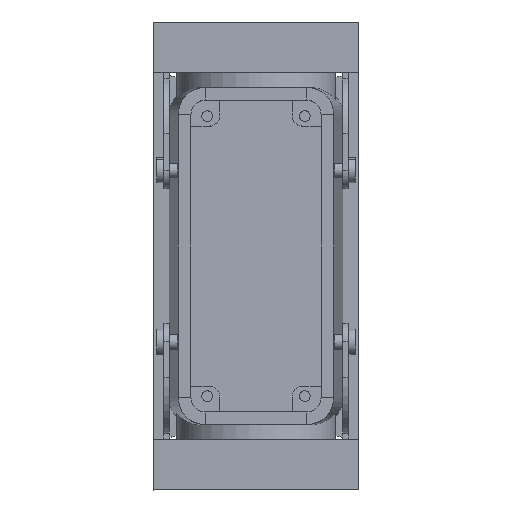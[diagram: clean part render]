
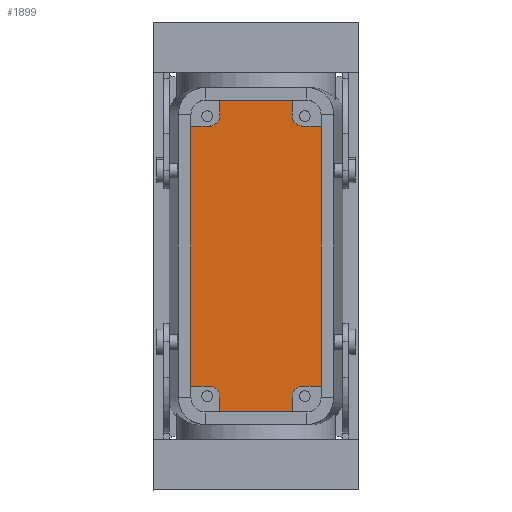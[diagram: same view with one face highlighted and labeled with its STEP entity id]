
A CAD part, top view. The second image highlights one B-rep face of the part: STEP entity #1899.
In plain terms, the highlighted planar face has unit normal (0, 0, 1).
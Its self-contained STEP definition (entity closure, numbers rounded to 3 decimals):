
#619=AXIS2_PLACEMENT_3D('Circle Axis2P3D',#617,#618,$) ;
#696=AXIS2_PLACEMENT_3D('Circle Axis2P3D',#694,#695,$) ;
#1807=AXIS2_PLACEMENT_3D('Plane Axis2P3D',#1804,#1805,#1806) ;
#593=CARTESIAN_POINT('Vertex',(46.5,28.75,4.5)) ;
#596=CARTESIAN_POINT('Line Origine',(44.,28.75,4.5)) ;
#600=CARTESIAN_POINT('Vertex',(41.5,28.75,4.5)) ;
#617=CARTESIAN_POINT('Axis2P3D Location',(41.5,25.75,4.5)) ;
#621=CARTESIAN_POINT('Vertex',(38.5,25.75,4.5)) ;
#637=CARTESIAN_POINT('Line Origine',(38.5,23.675,4.5)) ;
#641=CARTESIAN_POINT('Vertex',(38.5,21.6,4.5)) ;
#656=CARTESIAN_POINT('Line Origine',(28.5,21.6,4.5)) ;
#660=CARTESIAN_POINT('Vertex',(18.5,21.6,4.5)) ;
#675=CARTESIAN_POINT('Line Origine',(18.5,23.675,4.5)) ;
#679=CARTESIAN_POINT('Vertex',(18.5,25.75,4.5)) ;
#694=CARTESIAN_POINT('Axis2P3D Location',(15.5,25.75,4.5)) ;
#698=CARTESIAN_POINT('Vertex',(15.5,28.75,4.5)) ;
#713=CARTESIAN_POINT('Line Origine',(13.,28.75,4.5)) ;
#717=CARTESIAN_POINT('Vertex',(10.5,28.75,4.5)) ;
#1785=CARTESIAN_POINT('Vertex',(46.5,100.75,4.5)) ;
#1788=CARTESIAN_POINT('Line Origine',(46.5,64.75,4.5)) ;
#1804=CARTESIAN_POINT('Axis2P3D Location',(28.5,64.75,4.5)) ;
#1809=CARTESIAN_POINT('Line Origine',(44.,100.75,4.5)) ;
#1813=CARTESIAN_POINT('Vertex',(41.5,100.75,4.5)) ;
#1817=CARTESIAN_POINT('Control Point',(41.5,100.75,4.5)) ;
#1818=CARTESIAN_POINT('Control Point',(41.161,100.75,4.5)) ;
#1819=CARTESIAN_POINT('Control Point',(40.821,100.798,4.5)) ;
#1820=CARTESIAN_POINT('Control Point',(40.491,100.894,4.5)) ;
#1821=CARTESIAN_POINT('Control Point',(39.866,101.177,4.5)) ;
#1822=CARTESIAN_POINT('Control Point',(39.345,101.622,4.5)) ;
#1823=CARTESIAN_POINT('Control Point',(39.117,101.88,4.5)) ;
#1824=CARTESIAN_POINT('Control Point',(38.783,102.389,4.5)) ;
#1825=CARTESIAN_POINT('Control Point',(38.587,102.963,4.5)) ;
#1826=CARTESIAN_POINT('Control Point',(38.529,103.223,4.5)) ;
#1827=CARTESIAN_POINT('Control Point',(38.5,103.486,4.5)) ;
#1828=CARTESIAN_POINT('Control Point',(38.5,103.75,4.5)) ;
#1829=CARTESIAN_POINT('Vertex',(38.5,103.75,4.5)) ;
#1832=CARTESIAN_POINT('Line Origine',(38.5,105.825,4.5)) ;
#1836=CARTESIAN_POINT('Vertex',(38.5,107.9,4.5)) ;
#1839=CARTESIAN_POINT('Line Origine',(28.5,107.9,4.5)) ;
#1843=CARTESIAN_POINT('Vertex',(18.5,107.9,4.5)) ;
#1846=CARTESIAN_POINT('Line Origine',(18.5,105.825,4.5)) ;
#1850=CARTESIAN_POINT('Vertex',(18.5,103.75,4.5)) ;
#1854=CARTESIAN_POINT('Control Point',(18.5,103.75,4.5)) ;
#1855=CARTESIAN_POINT('Control Point',(18.5,103.411,4.5)) ;
#1856=CARTESIAN_POINT('Control Point',(18.452,103.071,4.5)) ;
#1857=CARTESIAN_POINT('Control Point',(18.356,102.741,4.5)) ;
#1858=CARTESIAN_POINT('Control Point',(18.073,102.116,4.5)) ;
#1859=CARTESIAN_POINT('Control Point',(17.628,101.595,4.5)) ;
#1860=CARTESIAN_POINT('Control Point',(17.37,101.367,4.5)) ;
#1861=CARTESIAN_POINT('Control Point',(16.861,101.033,4.5)) ;
#1862=CARTESIAN_POINT('Control Point',(16.287,100.837,4.5)) ;
#1863=CARTESIAN_POINT('Control Point',(16.027,100.779,4.5)) ;
#1864=CARTESIAN_POINT('Control Point',(15.764,100.75,4.5)) ;
#1865=CARTESIAN_POINT('Control Point',(15.5,100.75,4.5)) ;
#1866=CARTESIAN_POINT('Vertex',(15.5,100.75,4.5)) ;
#1869=CARTESIAN_POINT('Line Origine',(13.,100.75,4.5)) ;
#1873=CARTESIAN_POINT('Vertex',(10.5,100.75,4.5)) ;
#1876=CARTESIAN_POINT('Line Origine',(10.5,64.75,4.5)) ;
#597=DIRECTION('Vector Direction',(-1.,0.,0.)) ;
#618=DIRECTION('Axis2P3D Direction',(-0.,0.,-1.)) ;
#638=DIRECTION('Vector Direction',(0.,-1.,0.)) ;
#657=DIRECTION('Vector Direction',(1.,0.,0.)) ;
#676=DIRECTION('Vector Direction',(0.,-1.,0.)) ;
#695=DIRECTION('Axis2P3D Direction',(0.,0.,-1.)) ;
#714=DIRECTION('Vector Direction',(1.,0.,0.)) ;
#1789=DIRECTION('Vector Direction',(0.,-1.,0.)) ;
#1805=DIRECTION('Axis2P3D Direction',(-0.,0.,1.)) ;
#1806=DIRECTION('Axis2P3D XDirection',(0.,-1.,0.)) ;
#1810=DIRECTION('Vector Direction',(-1.,0.,0.)) ;
#1833=DIRECTION('Vector Direction',(0.,1.,0.)) ;
#1840=DIRECTION('Vector Direction',(-1.,0.,0.)) ;
#1847=DIRECTION('Vector Direction',(0.,1.,0.)) ;
#1870=DIRECTION('Vector Direction',(1.,0.,0.)) ;
#1877=DIRECTION('Vector Direction',(0.,1.,0.)) ;
#598=VECTOR('Line Direction',#597,1.) ;
#639=VECTOR('Line Direction',#638,1.) ;
#658=VECTOR('Line Direction',#657,1.) ;
#677=VECTOR('Line Direction',#676,1.) ;
#715=VECTOR('Line Direction',#714,1.) ;
#1790=VECTOR('Line Direction',#1789,1.) ;
#1811=VECTOR('Line Direction',#1810,1.) ;
#1834=VECTOR('Line Direction',#1833,1.) ;
#1841=VECTOR('Line Direction',#1840,1.) ;
#1848=VECTOR('Line Direction',#1847,1.) ;
#1871=VECTOR('Line Direction',#1870,1.) ;
#1878=VECTOR('Line Direction',#1877,1.) ;
#1882=ORIENTED_EDGE('',*,*,#700,.F.) ;
#1883=ORIENTED_EDGE('',*,*,#681,.T.) ;
#1884=ORIENTED_EDGE('',*,*,#662,.T.) ;
#1885=ORIENTED_EDGE('',*,*,#643,.F.) ;
#1886=ORIENTED_EDGE('',*,*,#623,.F.) ;
#1887=ORIENTED_EDGE('',*,*,#602,.F.) ;
#1888=ORIENTED_EDGE('',*,*,#1792,.T.) ;
#1889=ORIENTED_EDGE('',*,*,#1815,.T.) ;
#1890=ORIENTED_EDGE('',*,*,#1831,.F.) ;
#1891=ORIENTED_EDGE('',*,*,#1838,.T.) ;
#1892=ORIENTED_EDGE('',*,*,#1845,.T.) ;
#1893=ORIENTED_EDGE('',*,*,#1852,.F.) ;
#1894=ORIENTED_EDGE('',*,*,#1868,.F.) ;
#1895=ORIENTED_EDGE('',*,*,#1875,.F.) ;
#1896=ORIENTED_EDGE('',*,*,#1880,.T.) ;
#1897=ORIENTED_EDGE('',*,*,#719,.T.) ;
#1899=ADVANCED_FACE('Housing',(#1898),#1808,.T.) ;
#1816=B_SPLINE_CURVE_WITH_KNOTS('',5,(#1817,#1818,#1819,#1820,#1821,#1822,#1823,#1824,#1825,#1826,#1827,#1828),.UNSPECIFIED.,.F.,.U.,(6,3,3,6),(0.,2.4,4.8,6.664),.UNSPECIFIED.) ;
#1853=B_SPLINE_CURVE_WITH_KNOTS('',5,(#1854,#1855,#1856,#1857,#1858,#1859,#1860,#1861,#1862,#1863,#1864,#1865),.UNSPECIFIED.,.F.,.U.,(6,3,3,6),(0.,2.4,4.8,6.664),.UNSPECIFIED.) ;
#620=CIRCLE('generated circle',#619,3.) ;
#697=CIRCLE('generated circle',#696,3.) ;
#602=EDGE_CURVE('',#594,#601,#599,.T.) ;
#623=EDGE_CURVE('',#601,#622,#620,.F.) ;
#643=EDGE_CURVE('',#622,#642,#640,.T.) ;
#662=EDGE_CURVE('',#661,#642,#659,.T.) ;
#681=EDGE_CURVE('',#680,#661,#678,.T.) ;
#700=EDGE_CURVE('',#680,#699,#697,.F.) ;
#719=EDGE_CURVE('',#718,#699,#716,.T.) ;
#1792=EDGE_CURVE('',#594,#1786,#1791,.F.) ;
#1815=EDGE_CURVE('',#1786,#1814,#1812,.T.) ;
#1831=EDGE_CURVE('',#1830,#1814,#1816,.F.) ;
#1838=EDGE_CURVE('',#1830,#1837,#1835,.T.) ;
#1845=EDGE_CURVE('',#1837,#1844,#1842,.T.) ;
#1852=EDGE_CURVE('',#1851,#1844,#1849,.T.) ;
#1868=EDGE_CURVE('',#1867,#1851,#1853,.F.) ;
#1875=EDGE_CURVE('',#1874,#1867,#1872,.T.) ;
#1880=EDGE_CURVE('',#1874,#718,#1879,.F.) ;
#1881=EDGE_LOOP('',(#1882,#1883,#1884,#1885,#1886,#1887,#1888,#1889,#1890,#1891,#1892,#1893,#1894,#1895,#1896,#1897)) ;
#1898=FACE_OUTER_BOUND('',#1881,.T.) ;
#599=LINE('Line',#596,#598) ;
#640=LINE('Line',#637,#639) ;
#659=LINE('Line',#656,#658) ;
#678=LINE('Line',#675,#677) ;
#716=LINE('Line',#713,#715) ;
#1791=LINE('Line',#1788,#1790) ;
#1812=LINE('Line',#1809,#1811) ;
#1835=LINE('Line',#1832,#1834) ;
#1842=LINE('Line',#1839,#1841) ;
#1849=LINE('Line',#1846,#1848) ;
#1872=LINE('Line',#1869,#1871) ;
#1879=LINE('Line',#1876,#1878) ;
#1808=PLANE('',#1807) ;
#594=VERTEX_POINT('',#593) ;
#601=VERTEX_POINT('',#600) ;
#622=VERTEX_POINT('',#621) ;
#642=VERTEX_POINT('',#641) ;
#661=VERTEX_POINT('',#660) ;
#680=VERTEX_POINT('',#679) ;
#699=VERTEX_POINT('',#698) ;
#718=VERTEX_POINT('',#717) ;
#1786=VERTEX_POINT('',#1785) ;
#1814=VERTEX_POINT('',#1813) ;
#1830=VERTEX_POINT('',#1829) ;
#1837=VERTEX_POINT('',#1836) ;
#1844=VERTEX_POINT('',#1843) ;
#1851=VERTEX_POINT('',#1850) ;
#1867=VERTEX_POINT('',#1866) ;
#1874=VERTEX_POINT('',#1873) ;
